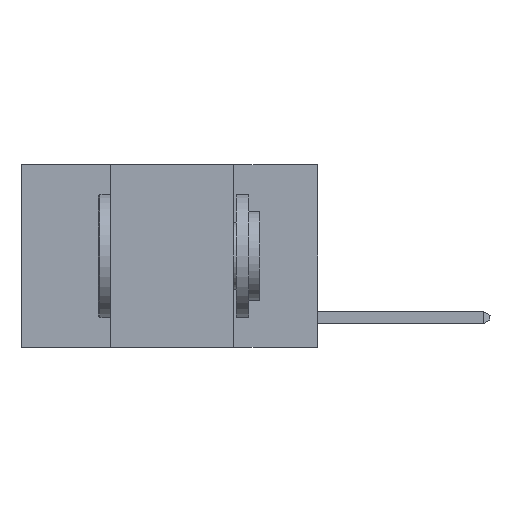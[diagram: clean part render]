
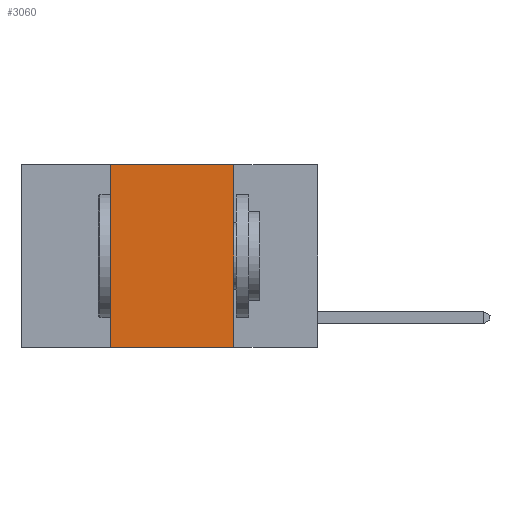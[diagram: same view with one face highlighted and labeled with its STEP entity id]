
A CAD part, left-side view. The second image highlights one B-rep face of the part: STEP entity #3060.
In plain terms, the highlighted planar face has unit normal (-1, 0, 0).
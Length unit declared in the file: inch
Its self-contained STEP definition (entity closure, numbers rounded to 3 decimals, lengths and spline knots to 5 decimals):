
#421 = CARTESIAN_POINT ( 'NONE',  ( 0., 0.42, -0.37 ) ) ;
#769 = VERTEX_POINT ( 'NONE', #13045 ) ;
#790 = FACE_OUTER_BOUND ( 'NONE', #9097, .T. ) ;
#880 = LINE ( 'NONE', #7224, #8389 ) ;
#2276 = ORIENTED_EDGE ( 'NONE', *, *, #16833, .F. ) ;
#3060 = ADVANCED_FACE ( 'NONE', ( #790 ), #14286, .F. ) ;
#3461 = CARTESIAN_POINT ( 'NONE',  ( 0., 0.6, 0. ) ) ;
#3630 = LINE ( 'NONE', #3461, #7778 ) ;
#4183 = VECTOR ( 'NONE', #18399, 39.37008 ) ;
#4220 = CARTESIAN_POINT ( 'NONE',  ( 0., 0.6, -0.37 ) ) ;
#4457 = VERTEX_POINT ( 'NONE', #19212 ) ;
#4458 = LINE ( 'NONE', #12365, #16540 ) ;
#5905 = VERTEX_POINT ( 'NONE', #8496 ) ;
#7224 = CARTESIAN_POINT ( 'NONE',  ( 0., 0.17, 0. ) ) ;
#7778 = VECTOR ( 'NONE', #17624, 39.37008 ) ;
#8389 = VECTOR ( 'NONE', #8825, 39.37008 ) ;
#8496 = CARTESIAN_POINT ( 'NONE',  ( 0., 0.17, 0. ) ) ;
#8825 = DIRECTION ( 'NONE',  ( 0., 0., -1. ) ) ;
#9097 = EDGE_LOOP ( 'NONE', ( #9226, #18090, #2276, #11225 ) ) ;
#9226 = ORIENTED_EDGE ( 'NONE', *, *, #18956, .F. ) ;
#11225 = ORIENTED_EDGE ( 'NONE', *, *, #17895, .T. ) ;
#12365 = CARTESIAN_POINT ( 'NONE',  ( 0., 0.42, 0. ) ) ;
#12923 = AXIS2_PLACEMENT_3D ( 'NONE', #14138, #14077, #14072 ) ;
#13045 = CARTESIAN_POINT ( 'NONE',  ( 0., 0.42, 0. ) ) ;
#13788 = EDGE_CURVE ( 'NONE', #769, #5905, #3630, .T. ) ;
#14072 = DIRECTION ( 'NONE',  ( 0., 0., -1. ) ) ;
#14077 = DIRECTION ( 'NONE',  ( 1., 0., 0. ) ) ;
#14138 = CARTESIAN_POINT ( 'NONE',  ( 0., 0.6, 0. ) ) ;
#14286 = PLANE ( 'NONE',  #12923 ) ;
#16540 = VECTOR ( 'NONE', #20193, 39.37008 ) ;
#16724 = LINE ( 'NONE', #4220, #4183 ) ;
#16833 = EDGE_CURVE ( 'NONE', #17677, #769, #4458, .T. ) ;
#17624 = DIRECTION ( 'NONE',  ( 0., -1., 0. ) ) ;
#17677 = VERTEX_POINT ( 'NONE', #421 ) ;
#17895 = EDGE_CURVE ( 'NONE', #17677, #4457, #16724, .T. ) ;
#18090 = ORIENTED_EDGE ( 'NONE', *, *, #13788, .F. ) ;
#18399 = DIRECTION ( 'NONE',  ( 0., -1., 0. ) ) ;
#18956 = EDGE_CURVE ( 'NONE', #5905, #4457, #880, .T. ) ;
#19212 = CARTESIAN_POINT ( 'NONE',  ( 0., 0.17, -0.37 ) ) ;
#20193 = DIRECTION ( 'NONE',  ( 0., 0., 1. ) ) ;
